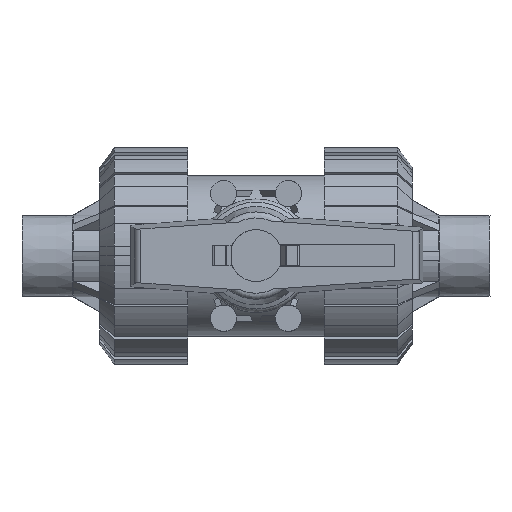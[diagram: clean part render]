
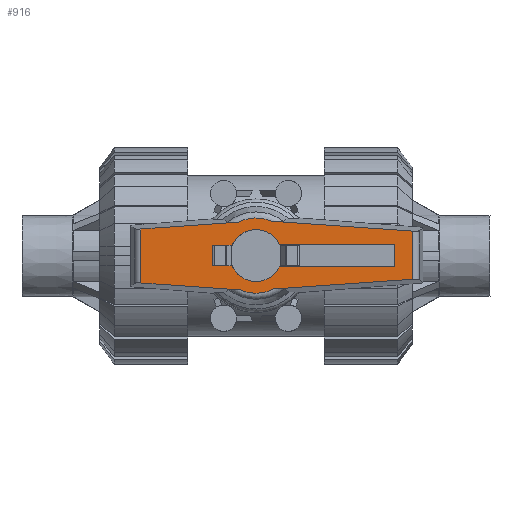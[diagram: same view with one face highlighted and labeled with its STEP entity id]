
A CAD part, top view. The second image highlights one B-rep face of the part: STEP entity #916.
In plain terms, the highlighted planar face has unit normal (0, 0, 1).
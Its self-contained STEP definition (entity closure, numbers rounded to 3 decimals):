
#916=ADVANCED_FACE('',(#2150,#2151),#2152,.T.);
#2150=FACE_BOUND('',#3772,.T.);
#2151=FACE_OUTER_BOUND('',#3773,.T.);
#2152=PLANE('',#3774);
#3772=EDGE_LOOP('',(#6122,#6123,#6124,#6125,#6126,#6127,#6128,#6129));
#3773=EDGE_LOOP('',(#6130,#6131,#6132,#6133,#6134,#6135,#6136,#6137));
#3774=AXIS2_PLACEMENT_3D('',#6138,#6139,#6140);
#6122=ORIENTED_EDGE('',*,*,#10299,.T.);
#6123=ORIENTED_EDGE('',*,*,#10370,.T.);
#6124=ORIENTED_EDGE('',*,*,#10477,.T.);
#6125=ORIENTED_EDGE('',*,*,#10485,.T.);
#6126=ORIENTED_EDGE('',*,*,#10281,.T.);
#6127=ORIENTED_EDGE('',*,*,#10221,.T.);
#6128=ORIENTED_EDGE('',*,*,#10212,.T.);
#6129=ORIENTED_EDGE('',*,*,#10290,.T.);
#6130=ORIENTED_EDGE('',*,*,#10433,.T.);
#6131=ORIENTED_EDGE('',*,*,#10598,.T.);
#6132=ORIENTED_EDGE('',*,*,#10525,.T.);
#6133=ORIENTED_EDGE('',*,*,#10543,.F.);
#6134=ORIENTED_EDGE('',*,*,#10466,.T.);
#6135=ORIENTED_EDGE('',*,*,#10569,.T.);
#6136=ORIENTED_EDGE('',*,*,#10512,.T.);
#6137=ORIENTED_EDGE('',*,*,#10541,.T.);
#6138=CARTESIAN_POINT('',(5.807,0.0,117.0));
#6139=DIRECTION('',(0.0,0.0,1.0));
#6140=DIRECTION('',(1.0,0.0,0.0));
#10212=EDGE_CURVE('',#12284,#12285,#12286,.T.);
#10221=EDGE_CURVE('',#12299,#12284,#12300,.T.);
#10281=EDGE_CURVE('',#12396,#12299,#12397,.T.);
#10290=EDGE_CURVE('',#12285,#12410,#12411,.T.);
#10299=EDGE_CURVE('',#12410,#12421,#12422,.T.);
#10370=EDGE_CURVE('',#12421,#12513,#12515,.T.);
#10433=EDGE_CURVE('',#12621,#12619,#12622,.T.);
#10466=EDGE_CURVE('',#12678,#12676,#12679,.T.);
#10477=EDGE_CURVE('',#12513,#12696,#12697,.T.);
#10485=EDGE_CURVE('',#12696,#12396,#12706,.T.);
#10512=EDGE_CURVE('',#12743,#12741,#12744,.T.);
#10525=EDGE_CURVE('',#12765,#12763,#12766,.T.);
#10541=EDGE_CURVE('',#12741,#12621,#12785,.T.);
#10543=EDGE_CURVE('',#12678,#12763,#12787,.T.);
#10569=EDGE_CURVE('',#12676,#12743,#12819,.T.);
#10598=EDGE_CURVE('',#12619,#12765,#12848,.T.);
#12284=VERTEX_POINT('',#15337);
#12285=VERTEX_POINT('',#15338);
#12286=LINE('',#15339,#15340);
#12299=VERTEX_POINT('',#15359);
#12300=LINE('',#15360,#15361);
#12396=VERTEX_POINT('',#15490);
#12397=CIRCLE('',#15491,8.0);
#12410=VERTEX_POINT('',#15506);
#12411=LINE('',#15507,#15508);
#12421=VERTEX_POINT('',#15523);
#12422=CIRCLE('',#15524,8.0);
#12513=VERTEX_POINT('',#15648);
#12515=LINE('',#15651,#15652);
#12619=VERTEX_POINT('',#15954);
#12621=VERTEX_POINT('',#15985);
#12622=LINE('',#15986,#15987);
#12676=VERTEX_POINT('',#16160);
#12678=VERTEX_POINT('',#16191);
#12679=LINE('',#16192,#16193);
#12696=VERTEX_POINT('',#16215);
#12697=LINE('',#16216,#16217);
#12706=LINE('',#16229,#16230);
#12741=VERTEX_POINT('',#16275);
#12743=VERTEX_POINT('',#16277);
#12744=LINE('',#16278,#16279);
#12763=VERTEX_POINT('',#16364);
#12765=VERTEX_POINT('',#16366);
#12766=LINE('',#16367,#16368);
#12785=LINE('',#16455,#16456);
#12787=LINE('',#16458,#16459);
#12819=CIRCLE('',#16561,11.613);
#12848=CIRCLE('',#16590,11.613);
#15337=CARTESIAN_POINT('',(42.917,3.5,117.0));
#15338=CARTESIAN_POINT('',(42.917,-3.5,117.0));
#15339=CARTESIAN_POINT('',(42.917,0.0,117.0));
#15340=VECTOR('',#21423,1.0);
#15359=CARTESIAN_POINT('',(7.194,3.5,117.0));
#15360=CARTESIAN_POINT('',(13.632,3.5,117.0));
#15361=VECTOR('',#21430,1.0);
#15490=CARTESIAN_POINT('',(-7.354,3.15,117.0));
#15491=AXIS2_PLACEMENT_3D('',#21518,#21519,#21520);
#15506=CARTESIAN_POINT('',(7.194,-3.5,117.0));
#15507=CARTESIAN_POINT('',(13.632,-3.5,117.0));
#15508=VECTOR('',#21535,1.0);
#15523=CARTESIAN_POINT('',(-7.354,-3.15,117.0));
#15524=AXIS2_PLACEMENT_3D('',#21541,#21542,#21543);
#15648=CARTESIAN_POINT('',(-13.417,-3.15,117.0));
#15651=CARTESIAN_POINT('',(-2.269,-3.15,117.0));
#15652=VECTOR('',#21611,1.0);
#15954=CARTESIAN_POINT('',(-4.722,-10.61,117.0));
#15985=CARTESIAN_POINT('',(-35.537,-8.455,117.0));
#15986=CARTESIAN_POINT('',(-3.994,-10.661,117.0));
#15987=VECTOR('',#21664,1.0);
#16160=CARTESIAN_POINT('',(4.722,10.61,117.0));
#16191=CARTESIAN_POINT('',(48.412,7.555,117.0));
#16192=CARTESIAN_POINT('',(27.206,9.038,117.0));
#16193=VECTOR('',#21691,1.0);
#16215=CARTESIAN_POINT('',(-13.417,3.15,117.0));
#16216=CARTESIAN_POINT('',(-13.417,4.725,117.0));
#16217=VECTOR('',#21706,1.0);
#16229=CARTESIAN_POINT('',(-2.269,3.15,117.0));
#16230=VECTOR('',#21713,1.0);
#16275=CARTESIAN_POINT('',(-35.537,8.207,117.0));
#16277=CARTESIAN_POINT('',(-5.327,10.319,117.0));
#16278=CARTESIAN_POINT('',(-3.1,10.475,117.0));
#16279=VECTOR('',#21745,1.0);
#16364=CARTESIAN_POINT('',(48.412,-7.307,117.0));
#16366=CARTESIAN_POINT('',(5.327,-10.319,117.0));
#16367=CARTESIAN_POINT('',(28.065,-8.729,117.0));
#16368=VECTOR('',#21758,1.0);
#16455=CARTESIAN_POINT('',(-35.537,12.6,117.0));
#16456=VECTOR('',#21764,1.0);
#16458=CARTESIAN_POINT('',(48.412,12.6,117.0));
#16459=VECTOR('',#21765,1.0);
#16561=AXIS2_PLACEMENT_3D('',#21798,#21799,#21800);
#16590=AXIS2_PLACEMENT_3D('',#21834,#21835,#21836);
#21423=DIRECTION('',(0.0,-1.0,0.0));
#21430=DIRECTION('',(1.0,0.0,-0.0));
#21518=CARTESIAN_POINT('',(0.0,0.0,117.0));
#21519=DIRECTION('',(0.0,0.0,-1.0));
#21520=DIRECTION('',(1.0,0.0,0.0));
#21535=DIRECTION('',(-1.0,0.0,0.0));
#21541=CARTESIAN_POINT('',(0.0,0.0,117.0));
#21542=DIRECTION('',(0.0,0.0,-1.0));
#21543=DIRECTION('',(1.0,0.0,0.0));
#21611=DIRECTION('',(-1.0,0.0,0.0));
#21664=DIRECTION('',(0.998,-0.07,0.0));
#21691=DIRECTION('',(-0.998,0.07,0.0));
#21706=DIRECTION('',(0.0,1.0,-0.0));
#21713=DIRECTION('',(1.0,0.0,0.0));
#21745=DIRECTION('',(-0.998,-0.07,0.0));
#21758=DIRECTION('',(0.998,0.07,-0.0));
#21764=DIRECTION('',(0.0,-1.0,0.0));
#21765=DIRECTION('',(0.0,-1.0,0.0));
#21798=CARTESIAN_POINT('',(0.0,0.0,117.0));
#21799=DIRECTION('',(0.0,0.0,1.0));
#21800=DIRECTION('',(1.0,0.0,0.0));
#21834=CARTESIAN_POINT('',(0.0,0.0,117.0));
#21835=DIRECTION('',(0.0,0.0,1.0));
#21836=DIRECTION('',(1.0,0.0,0.0));
